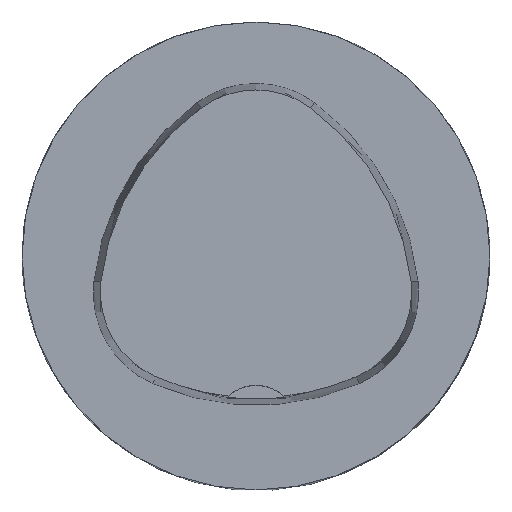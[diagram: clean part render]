
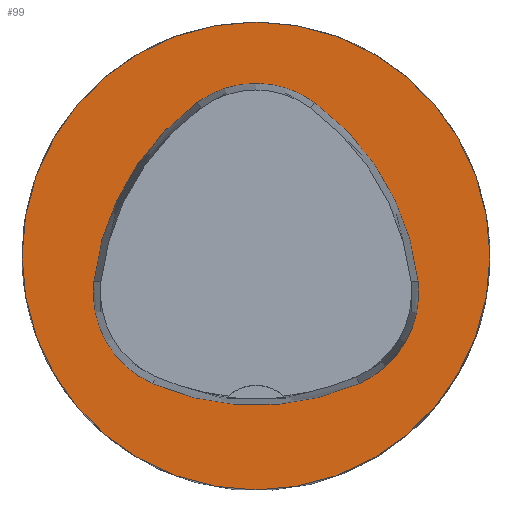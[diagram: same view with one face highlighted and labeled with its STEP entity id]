
A CAD part, top view. The second image highlights one B-rep face of the part: STEP entity #99.
In plain terms, the highlighted planar face has unit normal (0, 0, 1).
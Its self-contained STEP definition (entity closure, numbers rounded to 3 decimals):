
#33=PLANE('',#588);
#99=ADVANCED_FACE('',(#167,#168),#33,.T.);
#130=CIRCLE('',#560,40.);
#131=CIRCLE('',#566,44.);
#133=CIRCLE('',#569,17.);
#135=CIRCLE('',#572,44.);
#137=CIRCLE('',#575,17.);
#141=CIRCLE('',#580,44.);
#143=CIRCLE('',#583,17.);
#167=FACE_BOUND('',#186,.T.);
#168=FACE_BOUND('',#187,.T.);
#186=EDGE_LOOP('',(#276,#277,#278,#279,#280,#281));
#187=EDGE_LOOP('',(#282));
#276=ORIENTED_EDGE('',*,*,#447,.T.);
#277=ORIENTED_EDGE('',*,*,#427,.T.);
#278=ORIENTED_EDGE('',*,*,#431,.T.);
#279=ORIENTED_EDGE('',*,*,#434,.T.);
#280=ORIENTED_EDGE('',*,*,#437,.T.);
#281=ORIENTED_EDGE('',*,*,#445,.T.);
#282=ORIENTED_EDGE('',*,*,#417,.F.);
#370=VERTEX_POINT('',#829);
#380=VERTEX_POINT('',#897);
#381=VERTEX_POINT('',#898);
#384=VERTEX_POINT('',#906);
#386=VERTEX_POINT('',#912);
#388=VERTEX_POINT('',#918);
#395=VERTEX_POINT('',#939);
#417=EDGE_CURVE('',#370,#370,#130,.T.);
#427=EDGE_CURVE('',#380,#381,#131,.T.);
#431=EDGE_CURVE('',#381,#384,#133,.T.);
#434=EDGE_CURVE('',#384,#386,#135,.T.);
#437=EDGE_CURVE('',#386,#388,#137,.T.);
#445=EDGE_CURVE('',#388,#395,#141,.T.);
#447=EDGE_CURVE('',#395,#380,#143,.T.);
#560=AXIS2_PLACEMENT_3D('',#828,#648,#649);
#566=AXIS2_PLACEMENT_3D('',#896,#664,#665);
#569=AXIS2_PLACEMENT_3D('',#905,#672,#673);
#572=AXIS2_PLACEMENT_3D('',#911,#679,#680);
#575=AXIS2_PLACEMENT_3D('',#917,#686,#687);
#580=AXIS2_PLACEMENT_3D('',#940,#698,#699);
#583=AXIS2_PLACEMENT_3D('',#943,#704,#705);
#588=AXIS2_PLACEMENT_3D('',#948,#714,#715);
#648=DIRECTION('',(0.,0.,-1.));
#649=DIRECTION('',(-1.,0.,0.));
#664=DIRECTION('',(0.,0.,-1.));
#665=DIRECTION('',(-1.,0.,0.));
#672=DIRECTION('',(0.,0.,-1.));
#673=DIRECTION('',(-1.,0.,0.));
#679=DIRECTION('',(0.,0.,-1.));
#680=DIRECTION('',(-1.,0.,0.));
#686=DIRECTION('',(0.,0.,-1.));
#687=DIRECTION('',(-1.,0.,0.));
#698=DIRECTION('',(0.,0.,-1.));
#699=DIRECTION('',(-1.,0.,0.));
#704=DIRECTION('',(0.,0.,-1.));
#705=DIRECTION('',(-1.,0.,0.));
#714=DIRECTION('',(0.,0.,1.));
#715=DIRECTION('',(1.,0.,0.));
#828=CARTESIAN_POINT('',(0.,0.,0.));
#829=CARTESIAN_POINT('',(-40.,0.,0.));
#896=CARTESIAN_POINT('',(16.01,-9.224,0.));
#897=CARTESIAN_POINT('',(-27.722,-4.378,0.));
#898=CARTESIAN_POINT('',(-10.119,26.178,0.));
#905=CARTESIAN_POINT('',(-0.023,12.5,0.));
#906=CARTESIAN_POINT('',(10.049,26.194,0.));
#911=CARTESIAN_POINT('',(-16.021,-9.25,0.));
#912=CARTESIAN_POINT('',(27.71,-4.394,0.));
#917=CARTESIAN_POINT('',(10.814,-6.27,0.));
#918=CARTESIAN_POINT('',(17.611,-21.852,0.));
#939=CARTESIAN_POINT('',(-17.652,-21.819,0.));
#940=CARTESIAN_POINT('',(0.017,18.477,0.));
#943=CARTESIAN_POINT('',(-10.825,-6.25,0.));
#948=CARTESIAN_POINT('',(0.,0.,0.));
